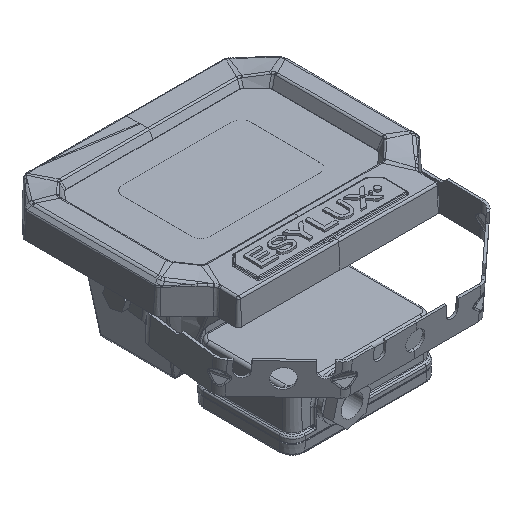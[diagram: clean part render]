
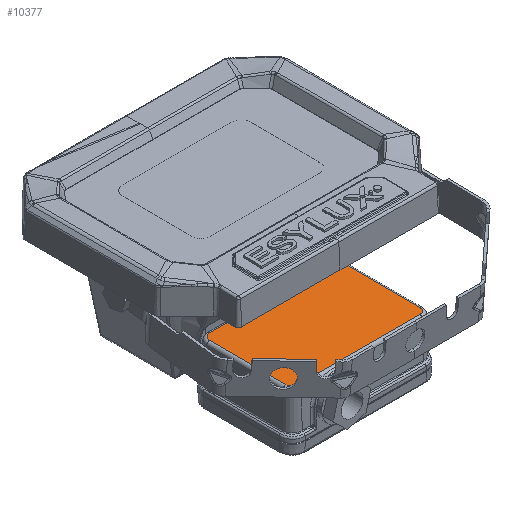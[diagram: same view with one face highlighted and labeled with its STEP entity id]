
A CAD part, isometric view. The second image highlights one B-rep face of the part: STEP entity #10377.
In plain terms, the highlighted planar face has unit normal (-0.001, -0.002, 1).
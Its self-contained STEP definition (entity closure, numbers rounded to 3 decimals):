
#10174=CARTESIAN_POINT('Vertex',(94.466,63.467,-53.985)) ;
#10184=CARTESIAN_POINT('Vertex',(91.285,60.296,-53.996)) ;
#10187=CARTESIAN_POINT('Axis2P3D Location',(94.471,60.282,-53.993)) ;
#10208=CARTESIAN_POINT('Vertex',(91.226,21.787,-54.089)) ;
#10211=CARTESIAN_POINT('Line Origine',(91.274,52.966,-54.014)) ;
#10232=CARTESIAN_POINT('Vertex',(94.406,18.596,-54.093)) ;
#10235=CARTESIAN_POINT('Axis2P3D Location',(94.411,21.782,-54.086)) ;
#10256=CARTESIAN_POINT('Vertex',(155.406,18.501,-54.026)) ;
#10259=CARTESIAN_POINT('Line Origine',(116.83,18.561,-54.068)) ;
#10282=CARTESIAN_POINT('Vertex',(158.597,21.682,-54.014)) ;
#10285=CARTESIAN_POINT('Axis2P3D Location',(155.411,21.687,-54.018)) ;
#10306=CARTESIAN_POINT('Vertex',(158.656,60.182,-53.921)) ;
#10309=CARTESIAN_POINT('Line Origine',(158.608,29.003,-53.997)) ;
#10330=CARTESIAN_POINT('Vertex',(155.476,63.372,-53.917)) ;
#10333=CARTESIAN_POINT('Axis2P3D Location',(155.471,60.186,-53.925)) ;
#10350=CARTESIAN_POINT('Line Origine',(133.052,63.407,-53.942)) ;
#10362=CARTESIAN_POINT('Axis2P3D Location',(0.061,0.131,-54.243)) ;
#10188=DIRECTION('Axis2P3D Direction',(0.001,0.002,-1.)) ;
#10212=DIRECTION('Vector Direction',(-0.002,-1.,-0.002)) ;
#10236=DIRECTION('Axis2P3D Direction',(0.001,0.002,-1.)) ;
#10260=DIRECTION('Vector Direction',(1.,-0.002,0.001)) ;
#10286=DIRECTION('Axis2P3D Direction',(0.001,0.002,-1.)) ;
#10310=DIRECTION('Vector Direction',(0.002,1.,0.002)) ;
#10334=DIRECTION('Axis2P3D Direction',(0.001,0.002,-1.)) ;
#10351=DIRECTION('Vector Direction',(-1.,0.002,-0.001)) ;
#10363=DIRECTION('Axis2P3D Direction',(0.001,0.002,-1.)) ;
#10364=DIRECTION('Axis2P3D XDirection',(-0.908,0.42,0.)) ;
#10189=AXIS2_PLACEMENT_3D('Circle Axis2P3D',#10187,#10188,$) ;
#10237=AXIS2_PLACEMENT_3D('Circle Axis2P3D',#10235,#10236,$) ;
#10287=AXIS2_PLACEMENT_3D('Circle Axis2P3D',#10285,#10286,$) ;
#10335=AXIS2_PLACEMENT_3D('Circle Axis2P3D',#10333,#10334,$) ;
#10365=AXIS2_PLACEMENT_3D('Plane Axis2P3D',#10362,#10363,#10364) ;
#10368=ORIENTED_EDGE('',*,*,#10215,.T.) ;
#10369=ORIENTED_EDGE('',*,*,#10239,.T.) ;
#10370=ORIENTED_EDGE('',*,*,#10263,.T.) ;
#10371=ORIENTED_EDGE('',*,*,#10289,.T.) ;
#10372=ORIENTED_EDGE('',*,*,#10313,.T.) ;
#10373=ORIENTED_EDGE('',*,*,#10337,.T.) ;
#10374=ORIENTED_EDGE('',*,*,#10354,.T.) ;
#10375=ORIENTED_EDGE('',*,*,#10191,.T.) ;
#10213=VECTOR('Line Direction',#10212,1.) ;
#10261=VECTOR('Line Direction',#10260,1.) ;
#10311=VECTOR('Line Direction',#10310,1.) ;
#10352=VECTOR('Line Direction',#10351,1.) ;
#10377=ADVANCED_FACE('Body.24',(#10376),#10366,.F.) ;
#10190=CIRCLE('generated circle',#10189,3.186) ;
#10238=CIRCLE('generated circle',#10237,3.186) ;
#10288=CIRCLE('generated circle',#10287,3.186) ;
#10336=CIRCLE('generated circle',#10335,3.186) ;
#10191=EDGE_CURVE('',#10175,#10185,#10190,.F.) ;
#10215=EDGE_CURVE('',#10185,#10209,#10214,.T.) ;
#10239=EDGE_CURVE('',#10209,#10233,#10238,.F.) ;
#10263=EDGE_CURVE('',#10233,#10257,#10262,.T.) ;
#10289=EDGE_CURVE('',#10257,#10283,#10288,.F.) ;
#10313=EDGE_CURVE('',#10283,#10307,#10312,.T.) ;
#10337=EDGE_CURVE('',#10307,#10331,#10336,.F.) ;
#10354=EDGE_CURVE('',#10331,#10175,#10353,.T.) ;
#10367=EDGE_LOOP('',(#10368,#10369,#10370,#10371,#10372,#10373,#10374,#10375)) ;
#10376=FACE_OUTER_BOUND('',#10367,.T.) ;
#10214=LINE('Line',#10211,#10213) ;
#10262=LINE('Line',#10259,#10261) ;
#10312=LINE('Line',#10309,#10311) ;
#10353=LINE('Line',#10350,#10352) ;
#10366=PLANE('',#10365) ;
#10175=VERTEX_POINT('',#10174) ;
#10185=VERTEX_POINT('',#10184) ;
#10209=VERTEX_POINT('',#10208) ;
#10233=VERTEX_POINT('',#10232) ;
#10257=VERTEX_POINT('',#10256) ;
#10283=VERTEX_POINT('',#10282) ;
#10307=VERTEX_POINT('',#10306) ;
#10331=VERTEX_POINT('',#10330) ;
